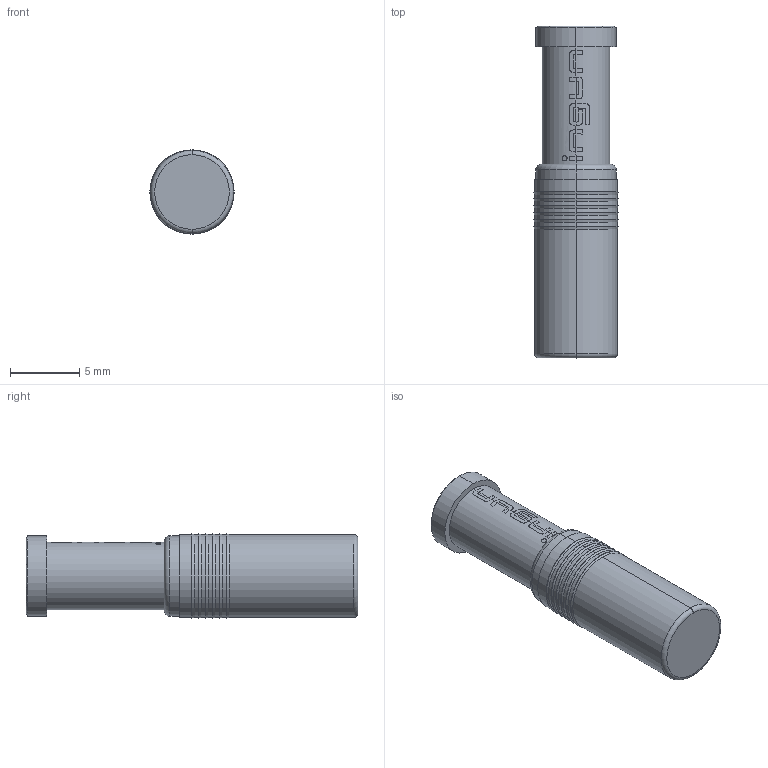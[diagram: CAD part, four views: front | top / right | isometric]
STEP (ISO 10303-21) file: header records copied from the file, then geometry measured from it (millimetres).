
FILE_DESCRIPTION (( 'STEP AP203' ), '1' );
FILE_NAME ('INGUN_GKS-354_102_580_U_xx00.STEP', '2022-01-31T07:35:25', ( 'ochi' ), ( '' ), 'SwSTEP 2.0', 'SolidWorks 2018', '' );
FILE_SCHEMA (( 'CONFIG_CONTROL_DESIGN' ));
Length unit declared in the file: millimetre
Products named in the file (1): INGUN_GKS-354_102_580_U_xx00
Bounding box: 6.1 x 24 x 6.1 mm (x, y, z)
Volume: 593.1 mm3; surface area: 493.2 mm2
Topology: 1 solids, 1 shells, 130 faces, 336 edges, 218 vertices
Faces by surface type: bspline 62, cylinder 39, cone 14, plane 11, torus 4
Entity records: 5891 total; most frequent: CARTESIAN_POINT 3211, ORIENTED_EDGE 672, EDGE_CURVE 336, DIRECTION 314, B_SPLINE_CURVE_WITH_KNOTS 222, VERTEX_POINT 218, EDGE_LOOP 140, AXIS2_PLACEMENT_3D 131
